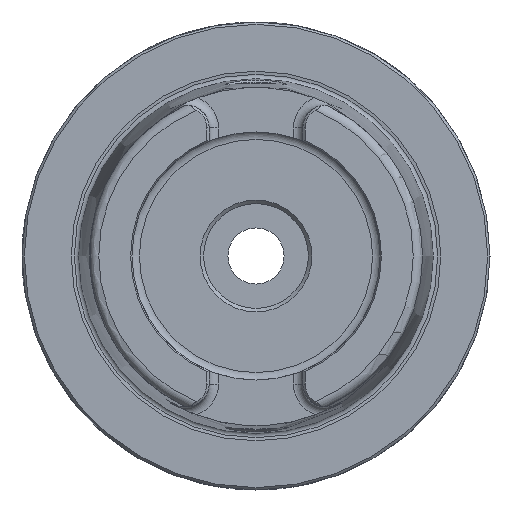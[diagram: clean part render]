
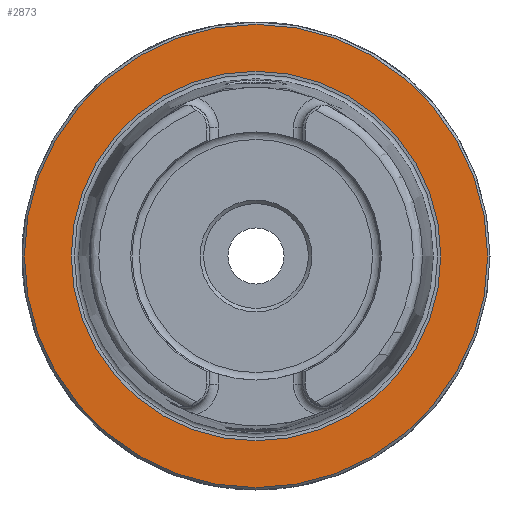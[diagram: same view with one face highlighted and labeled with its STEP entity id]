
A CAD part, left-side view. The second image highlights one B-rep face of the part: STEP entity #2873.
In plain terms, the highlighted planar face has unit normal (-1, 0, 0).
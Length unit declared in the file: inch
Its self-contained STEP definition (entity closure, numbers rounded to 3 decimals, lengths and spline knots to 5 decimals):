
#159=FACE_BOUND('',#508,.T.);
#241=PLANE('',#3108);
#343=FACE_OUTER_BOUND('',#507,.T.);
#507=EDGE_LOOP('',(#2224));
#508=EDGE_LOOP('',(#2225,#2226));
#952=CIRCLE('',#3107,1.94882);
#953=CIRCLE('',#3109,1.55442);
#954=CIRCLE('',#3110,1.55442);
#1241=VERTEX_POINT('',#6020);
#1242=VERTEX_POINT('',#6024);
#1243=VERTEX_POINT('',#6025);
#1601=EDGE_CURVE('',#1241,#1241,#952,.T.);
#1602=EDGE_CURVE('',#1242,#1243,#953,.T.);
#1603=EDGE_CURVE('',#1243,#1242,#954,.T.);
#2224=ORIENTED_EDGE('',*,*,#1601,.F.);
#2225=ORIENTED_EDGE('',*,*,#1602,.T.);
#2226=ORIENTED_EDGE('',*,*,#1603,.T.);
#2873=ADVANCED_FACE('',(#343,#159),#241,.T.);
#3107=AXIS2_PLACEMENT_3D('',#6022,#3648,#3649);
#3108=AXIS2_PLACEMENT_3D('',#6023,#3650,#3651);
#3109=AXIS2_PLACEMENT_3D('',#6026,#3652,#3653);
#3110=AXIS2_PLACEMENT_3D('',#6027,#3654,#3655);
#3648=DIRECTION('center_axis',(1.,0.,0.));
#3649=DIRECTION('ref_axis',(0.,-1.,0.));
#3650=DIRECTION('center_axis',(-1.,0.,0.));
#3651=DIRECTION('ref_axis',(0.,0.,1.));
#3652=DIRECTION('center_axis',(1.,0.,0.));
#3653=DIRECTION('ref_axis',(0.,1.,0.));
#3654=DIRECTION('center_axis',(1.,0.,0.));
#3655=DIRECTION('ref_axis',(0.,1.,0.));
#6020=CARTESIAN_POINT('',(0.,1.94882,0.));
#6022=CARTESIAN_POINT('Origin',(0.,0.,0.));
#6023=CARTESIAN_POINT('Origin',(0.,0.98425,0.));
#6024=CARTESIAN_POINT('',(0.,1.55442,0.));
#6025=CARTESIAN_POINT('',(0.,-1.55442,0.));
#6026=CARTESIAN_POINT('Origin',(0.,0.,0.));
#6027=CARTESIAN_POINT('Origin',(0.,0.,0.));
